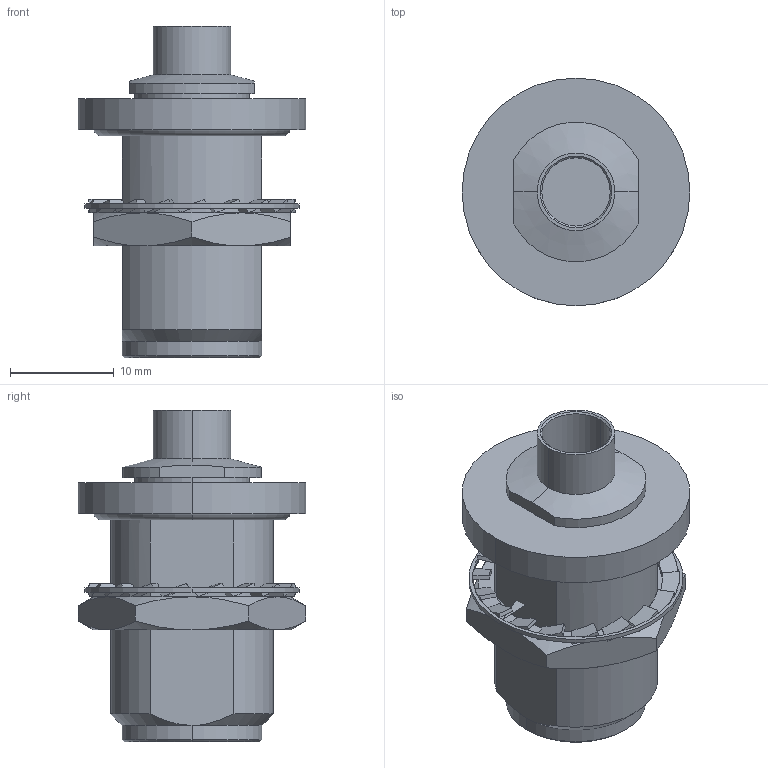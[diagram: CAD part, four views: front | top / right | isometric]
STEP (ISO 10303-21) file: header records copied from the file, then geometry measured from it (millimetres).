
FILE_DESCRIPTION (( 'STEP AP203' ), '1' );
FILE_NAME ('R161.337.200A.STEP', '2016-04-06T06:00:17', ( '' ), ( '' ), 'SwSTEP 2.0', 'SolidWorks 2014', '' );
FILE_SCHEMA (( 'CONFIG_CONTROL_DESIGN' ));
Length unit declared in the file: metre
Products named in the file (1): R161.337.200A
Bounding box: 22 x 22 x 32.02 mm (x, y, z)
Volume: 5264.4 mm3; surface area: 3381.7 mm2
Topology: 2 solids, 2 shells, 211 faces, 569 edges, 370 vertices
Faces by surface type: plane 104, cylinder 59, cone 42, torus 6
Entity records: 7137 total; most frequent: CARTESIAN_POINT 1796, ORIENTED_EDGE 1138, DIRECTION 1067, EDGE_CURVE 569, AXIS2_PLACEMENT_3D 430, VERTEX_POINT 370, EDGE_LOOP 261, CIRCLE 218
